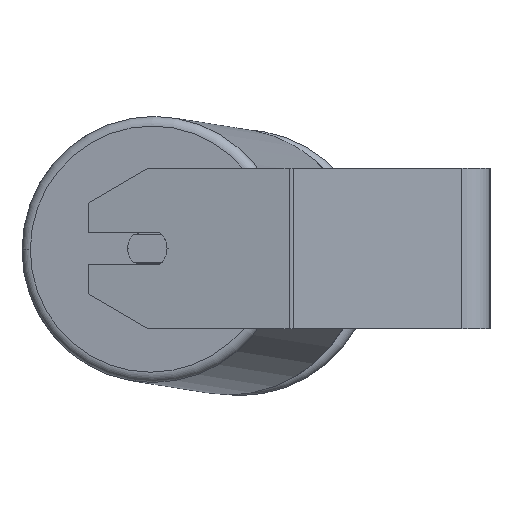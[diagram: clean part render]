
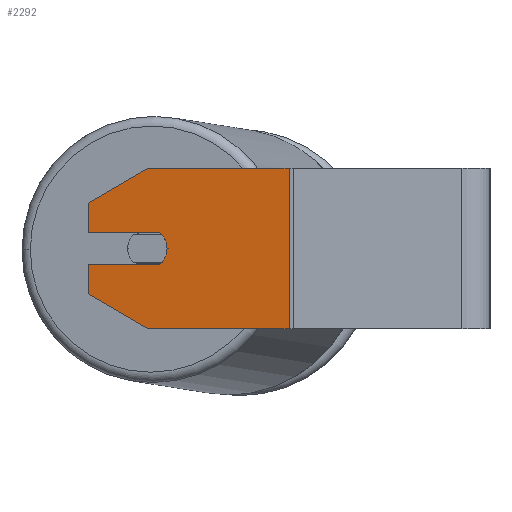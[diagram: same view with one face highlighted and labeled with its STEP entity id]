
A CAD part, left-side view. The second image highlights one B-rep face of the part: STEP entity #2292.
In plain terms, the highlighted planar face has unit normal (-0.985, 0.174, 0).
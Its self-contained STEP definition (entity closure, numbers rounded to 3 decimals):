
#160 = VECTOR ( 'NONE', #1772, 1000. ) ;
#447 = EDGE_CURVE ( 'NONE', #8692, #4330, #8337, .T. ) ;
#657 = CARTESIAN_POINT ( 'NONE',  ( -382.096, 200.727, 8. ) ) ;
#676 = VERTEX_POINT ( 'NONE', #2921 ) ;
#742 = CARTESIAN_POINT ( 'NONE',  ( -399.787, 100.394, 40. ) ) ;
#787 = ORIENTED_EDGE ( 'NONE', *, *, #5485, .T. ) ;
#880 = EDGE_CURVE ( 'NONE', #6456, #4749, #3483, .T. ) ;
#996 = VECTOR ( 'NONE', #8098, 1000. ) ;
#1060 = DIRECTION ( 'NONE',  ( -0.985, 0.174, 0. ) ) ;
#1075 = LINE ( 'NONE', #8588, #3397 ) ;
#1239 = CARTESIAN_POINT ( 'NONE',  ( -387.305, 171.183, 0. ) ) ;
#1246 = CARTESIAN_POINT ( 'NONE',  ( -382.096, 200.727, 40. ) ) ;
#1331 = VERTEX_POINT ( 'NONE', #742 ) ;
#1349 = CARTESIAN_POINT ( 'NONE',  ( -382.096, 200.727, 40. ) ) ;
#1467 = LINE ( 'NONE', #4781, #6439 ) ;
#1493 = EDGE_CURVE ( 'NONE', #1331, #7848, #2579, .T. ) ;
#1532 = CARTESIAN_POINT ( 'NONE',  ( -382.096, 200.727, 40. ) ) ;
#1545 = CARTESIAN_POINT ( 'NONE',  ( -388.347, 165.274, 8. ) ) ;
#1562 = CARTESIAN_POINT ( 'NONE',  ( -382.096, 200.727, 22.679 ) ) ;
#1736 = ORIENTED_EDGE ( 'NONE', *, *, #5730, .T. ) ;
#1772 = DIRECTION ( 'NONE',  ( 0., 0., -1. ) ) ;
#1807 = EDGE_CURVE ( 'NONE', #4738, #6018, #2971, .T. ) ;
#1882 = CARTESIAN_POINT ( 'NONE',  ( -382.096, 200.727, -22.679 ) ) ;
#1897 = EDGE_CURVE ( 'NONE', #4749, #7993, #1075, .T. ) ;
#2186 = VECTOR ( 'NONE', #4281, 1000. ) ;
#2292 = ADVANCED_FACE ( 'NONE', ( #7609 ), #4867, .F. ) ;
#2313 = VERTEX_POINT ( 'NONE', #7878 ) ;
#2372 = DIRECTION ( 'NONE',  ( -0.174, -0.985, 0. ) ) ;
#2510 = EDGE_CURVE ( 'NONE', #676, #6018, #8014, .T. ) ;
#2579 = LINE ( 'NONE', #4450, #160 ) ;
#2598 = CARTESIAN_POINT ( 'NONE',  ( -388.347, 165.274, 8. ) ) ;
#2649 = ORIENTED_EDGE ( 'NONE', *, *, #2510, .T. ) ;
#2921 = CARTESIAN_POINT ( 'NONE',  ( -382.096, 200.727, 22.679 ) ) ;
#2971 = LINE ( 'NONE', #1545, #8631 ) ;
#3111 = LINE ( 'NONE', #1562, #2186 ) ;
#3292 = ORIENTED_EDGE ( 'NONE', *, *, #6179, .F. ) ;
#3397 = VECTOR ( 'NONE', #4397, 1000. ) ;
#3435 = CARTESIAN_POINT ( 'NONE',  ( -382.096, 200.727, -8. ) ) ;
#3483 = LINE ( 'NONE', #1349, #996 ) ;
#3662 = CARTESIAN_POINT ( 'NONE',  ( -387.305, 171.183, -40. ) ) ;
#3786 = ORIENTED_EDGE ( 'NONE', *, *, #447, .F. ) ;
#3979 = CARTESIAN_POINT ( 'NONE',  ( -389.042, 161.335, 0. ) ) ;
#3990 = DIRECTION ( 'NONE',  ( -0.985, 0.174, 0. ) ) ;
#4114 = ORIENTED_EDGE ( 'NONE', *, *, #1807, .F. ) ;
#4281 = DIRECTION ( 'NONE',  ( 0.15, 0.853, -0.5 ) ) ;
#4330 = VERTEX_POINT ( 'NONE', #3979 ) ;
#4335 = CARTESIAN_POINT ( 'NONE',  ( -387.305, 171.183, 0. ) ) ;
#4397 = DIRECTION ( 'NONE',  ( -0.15, -0.853, -0.5 ) ) ;
#4450 = CARTESIAN_POINT ( 'NONE',  ( -399.787, 100.394, 40. ) ) ;
#4631 = DIRECTION ( 'NONE',  ( 0., 0., -1. ) ) ;
#4643 = EDGE_CURVE ( 'NONE', #6456, #8692, #6553, .T. ) ;
#4679 = AXIS2_PLACEMENT_3D ( 'NONE', #1532, #5521, #6194 ) ;
#4694 = DIRECTION ( 'NONE',  ( -0.174, -0.985, 0. ) ) ;
#4738 = VERTEX_POINT ( 'NONE', #2598 ) ;
#4749 = VERTEX_POINT ( 'NONE', #1882 ) ;
#4781 = CARTESIAN_POINT ( 'NONE',  ( -382.096, 200.727, -40. ) ) ;
#4867 = PLANE ( 'NONE',  #4679 ) ;
#5039 = ORIENTED_EDGE ( 'NONE', *, *, #880, .T. ) ;
#5177 = ORIENTED_EDGE ( 'NONE', *, *, #6734, .F. ) ;
#5485 = EDGE_CURVE ( 'NONE', #2313, #676, #3111, .T. ) ;
#5521 = DIRECTION ( 'NONE',  ( 0.985, -0.174, 0. ) ) ;
#5674 = DIRECTION ( 'NONE',  ( 0.174, 0.985, 0. ) ) ;
#5730 = EDGE_CURVE ( 'NONE', #7993, #7848, #1467, .T. ) ;
#5820 = VECTOR ( 'NONE', #4631, 1000. ) ;
#5835 = CARTESIAN_POINT ( 'NONE',  ( -388.347, 165.274, -8. ) ) ;
#6018 = VERTEX_POINT ( 'NONE', #657 ) ;
#6179 = EDGE_CURVE ( 'NONE', #4330, #4738, #6634, .T. ) ;
#6194 = DIRECTION ( 'NONE',  ( 0.174, 0.985, 0. ) ) ;
#6414 = EDGE_LOOP ( 'NONE', ( #3786, #7040, #5039, #7936, #1736, #7314, #5177, #787, #2649, #4114, #3292 ) ) ;
#6439 = VECTOR ( 'NONE', #7541, 1000. ) ;
#6456 = VERTEX_POINT ( 'NONE', #3435 ) ;
#6553 = LINE ( 'NONE', #5835, #6965 ) ;
#6630 = CARTESIAN_POINT ( 'NONE',  ( -382.096, 200.727, 40. ) ) ;
#6634 = CIRCLE ( 'NONE', #8746, 10. ) ;
#6734 = EDGE_CURVE ( 'NONE', #2313, #1331, #8036, .T. ) ;
#6790 = VECTOR ( 'NONE', #7315, 1000. ) ;
#6925 = CARTESIAN_POINT ( 'NONE',  ( -388.347, 165.274, -8. ) ) ;
#6965 = VECTOR ( 'NONE', #8542, 1000. ) ;
#7040 = ORIENTED_EDGE ( 'NONE', *, *, #4643, .F. ) ;
#7314 = ORIENTED_EDGE ( 'NONE', *, *, #1493, .F. ) ;
#7315 = DIRECTION ( 'NONE',  ( -0.174, -0.985, 0. ) ) ;
#7541 = DIRECTION ( 'NONE',  ( -0.174, -0.985, 0. ) ) ;
#7609 = FACE_OUTER_BOUND ( 'NONE', #6414, .T. ) ;
#7780 = AXIS2_PLACEMENT_3D ( 'NONE', #1239, #3990, #4694 ) ;
#7815 = CARTESIAN_POINT ( 'NONE',  ( -399.787, 100.394, -40. ) ) ;
#7848 = VERTEX_POINT ( 'NONE', #7815 ) ;
#7878 = CARTESIAN_POINT ( 'NONE',  ( -387.305, 171.183, 40. ) ) ;
#7936 = ORIENTED_EDGE ( 'NONE', *, *, #1897, .T. ) ;
#7993 = VERTEX_POINT ( 'NONE', #3662 ) ;
#8014 = LINE ( 'NONE', #6630, #5820 ) ;
#8036 = LINE ( 'NONE', #1246, #6790 ) ;
#8098 = DIRECTION ( 'NONE',  ( 0., 0., -1. ) ) ;
#8337 = CIRCLE ( 'NONE', #7780, 10. ) ;
#8542 = DIRECTION ( 'NONE',  ( -0.174, -0.985, 0. ) ) ;
#8588 = CARTESIAN_POINT ( 'NONE',  ( -387.305, 171.183, -40. ) ) ;
#8631 = VECTOR ( 'NONE', #5674, 1000. ) ;
#8692 = VERTEX_POINT ( 'NONE', #6925 ) ;
#8746 = AXIS2_PLACEMENT_3D ( 'NONE', #4335, #1060, #2372 ) ;
